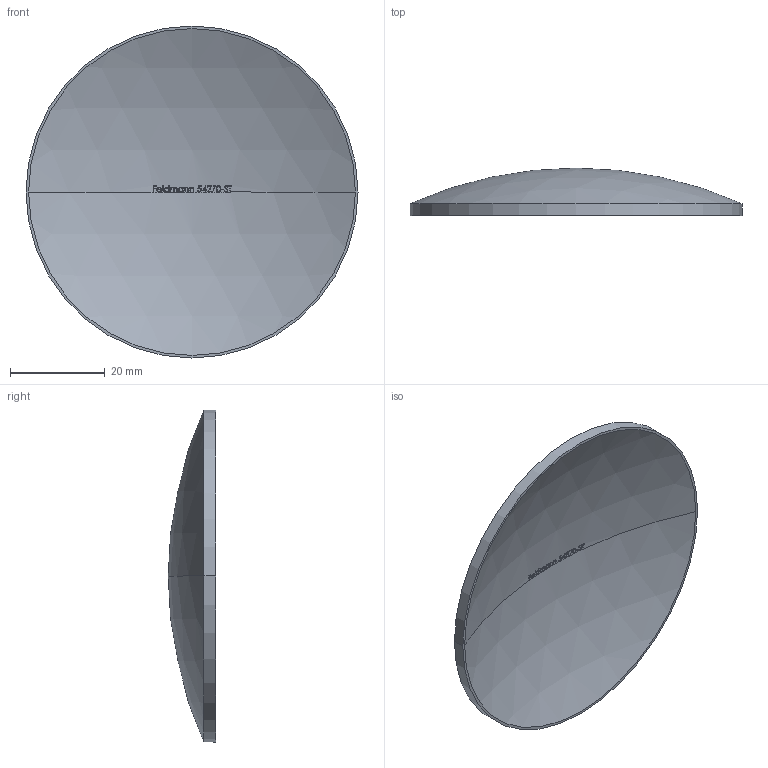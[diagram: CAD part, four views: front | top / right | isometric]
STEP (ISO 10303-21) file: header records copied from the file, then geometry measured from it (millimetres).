
FILE_DESCRIPTION (( 'STEP AP203' ), '1' );
FILE_NAME ('54270-ST.step', '2015-09-17T15:32:55', ( '' ), ( '' ), 'SwSTEP 2.0', 'SolidWorks 2015', '' );
FILE_SCHEMA (( 'CONFIG_CONTROL_DESIGN' ));
Length unit declared in the file: millimetre
Products named in the file (1): 54270-ST
Bounding box: 70 x 10 x 70 mm (x, y, z)
Volume: 10060.3 mm3; surface area: 8643.6 mm2
Topology: 1 solids, 1 shells, 226 faces, 623 edges, 406 vertices
Faces by surface type: plane 100, bspline 86, sphere 38, cylinder 2
Entity records: 11658 total; most frequent: CARTESIAN_POINT 6292, ORIENTED_EDGE 1246, DIRECTION 917, EDGE_CURVE 623, VERTEX_POINT 406, AXIS2_PLACEMENT_3D 365, EDGE_LOOP 233, FACE_OUTER_BOUND 226
